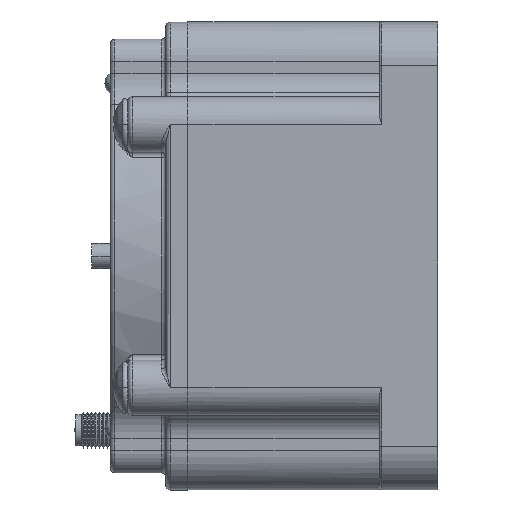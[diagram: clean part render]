
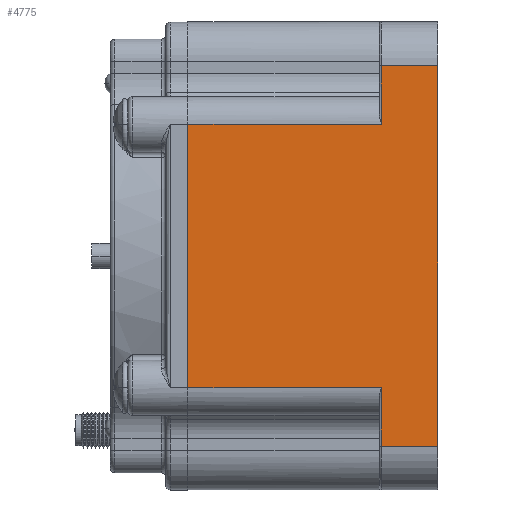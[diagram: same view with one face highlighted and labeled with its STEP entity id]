
A CAD part, left-side view. The second image highlights one B-rep face of the part: STEP entity #4775.
In plain terms, the highlighted planar face has unit normal (-1, 0, 0).
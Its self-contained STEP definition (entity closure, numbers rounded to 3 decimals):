
#553=DIRECTION('',(0.,0.,1.));
#554=VECTOR('',#553,45.47);
#555=CARTESIAN_POINT('',(-40.07,43.18,-22.735));
#556=LINE('',#555,#554);
#825=DIRECTION('',(0.,-1.,0.));
#826=VECTOR('',#825,33.42);
#827=CARTESIAN_POINT('',(-40.07,43.18,-22.735));
#828=LINE('',#827,#826);
#838=DIRECTION('',(0.,0.,1.));
#839=VECTOR('',#838,10.119);
#840=CARTESIAN_POINT('',(-40.07,9.76,22.735));
#841=LINE('',#840,#839);
#842=DIRECTION('',(0.,0.,-1.));
#843=VECTOR('',#842,65.709);
#844=CARTESIAN_POINT('',(-40.07,0.,32.854));
#845=LINE('',#844,#843);
#846=DIRECTION('',(0.,1.,0.));
#847=VECTOR('',#846,9.76);
#848=CARTESIAN_POINT('',(-40.07,0.,-32.854));
#849=LINE('',#848,#847);
#850=DIRECTION('',(0.,0.,1.));
#851=VECTOR('',#850,10.119);
#852=CARTESIAN_POINT('',(-40.07,9.76,-32.854));
#853=LINE('',#852,#851);
#942=DIRECTION('',(0.,1.,0.));
#943=VECTOR('',#942,33.42);
#944=CARTESIAN_POINT('',(-40.07,9.76,22.735));
#945=LINE('',#944,#943);
#994=DIRECTION('',(0.,1.,0.));
#995=VECTOR('',#994,9.76);
#996=CARTESIAN_POINT('',(-40.07,0.,32.854));
#997=LINE('',#996,#995);
#3185=CARTESIAN_POINT('',(-40.07,0.,32.854));
#3187=VERTEX_POINT('',#3185);
#3198=CARTESIAN_POINT('',(-40.07,0.,-32.854));
#3200=VERTEX_POINT('',#3198);
#3334=CARTESIAN_POINT('',(-40.07,43.18,-22.735));
#3336=VERTEX_POINT('',#3334);
#3337=CARTESIAN_POINT('',(-40.07,43.18,22.735));
#3338=VERTEX_POINT('',#3337);
#3783=CARTESIAN_POINT('',(-40.07,9.76,32.854));
#3784=VERTEX_POINT('',#3783);
#3787=CARTESIAN_POINT('',(-40.07,9.76,22.735));
#3788=VERTEX_POINT('',#3787);
#3793=CARTESIAN_POINT('',(-40.07,9.76,-32.854));
#3794=CARTESIAN_POINT('',(-40.07,9.76,-22.735));
#3795=VERTEX_POINT('',#3793);
#3796=VERTEX_POINT('',#3794);
#4756=CARTESIAN_POINT('',(-40.07,0.,-32.854));
#4757=DIRECTION('',(-1.,0.,0.));
#4758=DIRECTION('',(0.,0.,1.));
#4759=AXIS2_PLACEMENT_3D('',#4756,#4757,#4758);
#4760=PLANE('',#4759);
#4762=ORIENTED_EDGE('',*,*,#4761,.T.);
#4764=ORIENTED_EDGE('',*,*,#4763,.F.);
#4765=ORIENTED_EDGE('',*,*,#3932,.T.);
#4767=ORIENTED_EDGE('',*,*,#4766,.T.);
#4768=ORIENTED_EDGE('',*,*,#4736,.T.);
#4769=ORIENTED_EDGE('',*,*,#4747,.F.);
#4770=ORIENTED_EDGE('',*,*,#4500,.T.);
#4772=ORIENTED_EDGE('',*,*,#4771,.F.);
#4773=EDGE_LOOP('',(#4762,#4764,#4765,#4767,#4768,#4769,#4770,#4772));
#4774=FACE_OUTER_BOUND('',#4773,.F.);
#4775=ADVANCED_FACE('',(#4774),#4760,.T.);
#3932=EDGE_CURVE('',#3187,#3200,#845,.T.);
#4500=EDGE_CURVE('',#3336,#3338,#556,.T.);
#4736=EDGE_CURVE('',#3795,#3796,#853,.T.);
#4747=EDGE_CURVE('',#3336,#3796,#828,.T.);
#4761=EDGE_CURVE('',#3788,#3784,#841,.T.);
#4763=EDGE_CURVE('',#3187,#3784,#997,.T.);
#4766=EDGE_CURVE('',#3200,#3795,#849,.T.);
#4771=EDGE_CURVE('',#3788,#3338,#945,.T.);
